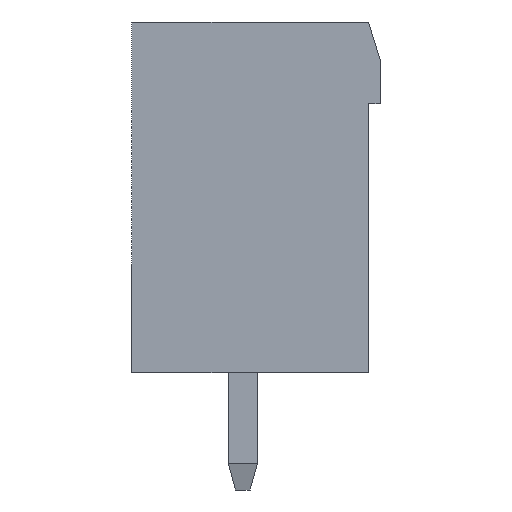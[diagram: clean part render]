
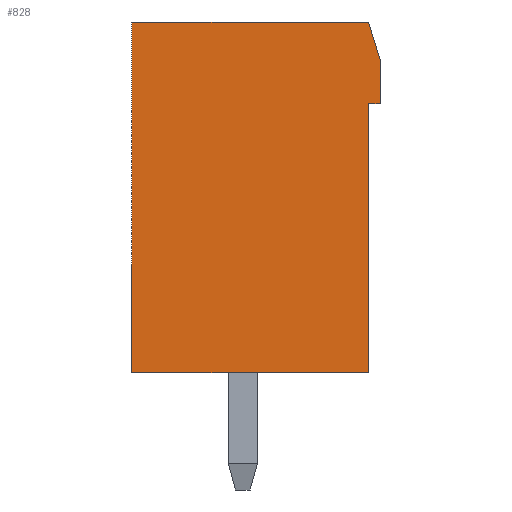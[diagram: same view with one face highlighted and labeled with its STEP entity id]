
A CAD part, left-side view. The second image highlights one B-rep face of the part: STEP entity #828.
In plain terms, the highlighted planar face has unit normal (-1, 0, 0).
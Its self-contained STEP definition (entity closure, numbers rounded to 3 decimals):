
#828 = ADVANCED_FACE( '', ( #1743 ), #1744, .T. );
#1743 = FACE_OUTER_BOUND( '', #2771, .T. );
#1744 = PLANE( '', #2772 );
#2771 = EDGE_LOOP( '', ( #4932, #4933, #4934, #4935, #4936, #4937, #4938 ) );
#2772 = AXIS2_PLACEMENT_3D( '', #4939, #4940, #4941 );
#4932 = ORIENTED_EDGE( '', *, *, #7253, .T. );
#4933 = ORIENTED_EDGE( '', *, *, #7254, .T. );
#4934 = ORIENTED_EDGE( '', *, *, #7255, .T. );
#4935 = ORIENTED_EDGE( '', *, *, #7256, .T. );
#4936 = ORIENTED_EDGE( '', *, *, #7257, .T. );
#4937 = ORIENTED_EDGE( '', *, *, #6465, .T. );
#4938 = ORIENTED_EDGE( '', *, *, #6362, .T. );
#4939 = CARTESIAN_POINT( '', ( -23.86, 0., 0. ) );
#4940 = DIRECTION( '', ( -1., 0., 0. ) );
#4941 = DIRECTION( '', ( 0., 0., 1. ) );
#6362 = EDGE_CURVE( '', #7611, #7612, #7613, .T. );
#6465 = EDGE_CURVE( '', #7798, #7611, #7799, .T. );
#7253 = EDGE_CURVE( '', #7612, #9036, #9037, .T. );
#7254 = EDGE_CURVE( '', #9036, #9038, #9039, .T. );
#7255 = EDGE_CURVE( '', #9038, #9040, #9041, .T. );
#7256 = EDGE_CURVE( '', #9040, #9042, #9043, .T. );
#7257 = EDGE_CURVE( '', #9042, #7798, #9044, .T. );
#7611 = VERTEX_POINT( '', #9469 );
#7612 = VERTEX_POINT( '', #9470 );
#7613 = LINE( '', #9471, #9472 );
#7798 = VERTEX_POINT( '', #9740 );
#7799 = LINE( '', #9741, #9742 );
#9036 = VERTEX_POINT( '', #11561 );
#9037 = LINE( '', #11562, #11563 );
#9038 = VERTEX_POINT( '', #11564 );
#9039 = LINE( '', #11565, #11566 );
#9040 = VERTEX_POINT( '', #11567 );
#9041 = LINE( '', #11568, #11569 );
#9042 = VERTEX_POINT( '', #11570 );
#9043 = LINE( '', #11571, #11572 );
#9044 = LINE( '', #11573, #11574 );
#9469 = CARTESIAN_POINT( '', ( -23.86, -4.45, 3.2 ) );
#9470 = CARTESIAN_POINT( '', ( -23.86, -4.45, 4.7 ) );
#9471 = CARTESIAN_POINT( '', ( -23.86, -4.45, 3.2 ) );
#9472 = VECTOR( '', #12145, 1000. );
#9740 = CARTESIAN_POINT( '', ( -23.86, -4.05, 3.2 ) );
#9741 = CARTESIAN_POINT( '', ( -23.86, -4.05, 3.2 ) );
#9742 = VECTOR( '', #12235, 1000. );
#11561 = CARTESIAN_POINT( '', ( -23.86, -4.05, 6. ) );
#11562 = CARTESIAN_POINT( '', ( -23.86, -4.45, 4.7 ) );
#11563 = VECTOR( '', #12941, 1000. );
#11564 = CARTESIAN_POINT( '', ( -23.86, 4.05, 6. ) );
#11565 = CARTESIAN_POINT( '', ( -23.86, -4.05, 6. ) );
#11566 = VECTOR( '', #12942, 1000. );
#11567 = CARTESIAN_POINT( '', ( -23.86, 4.05, -6. ) );
#11568 = CARTESIAN_POINT( '', ( -23.86, 4.05, 6. ) );
#11569 = VECTOR( '', #12943, 1000. );
#11570 = CARTESIAN_POINT( '', ( -23.86, -4.05, -6. ) );
#11571 = CARTESIAN_POINT( '', ( -23.86, 4.05, -6. ) );
#11572 = VECTOR( '', #12944, 1000. );
#11573 = CARTESIAN_POINT( '', ( -23.86, -4.05, -6. ) );
#11574 = VECTOR( '', #12945, 1000. );
#12145 = DIRECTION( '', ( 0., 0., 1. ) );
#12235 = DIRECTION( '', ( 0., -1., 0. ) );
#12941 = DIRECTION( '', ( 0., 0.294, 0.956 ) );
#12942 = DIRECTION( '', ( 0., 1., 0. ) );
#12943 = DIRECTION( '', ( 0., 0., -1. ) );
#12944 = DIRECTION( '', ( 0., -1., 0. ) );
#12945 = DIRECTION( '', ( 0., 0., 1. ) );
